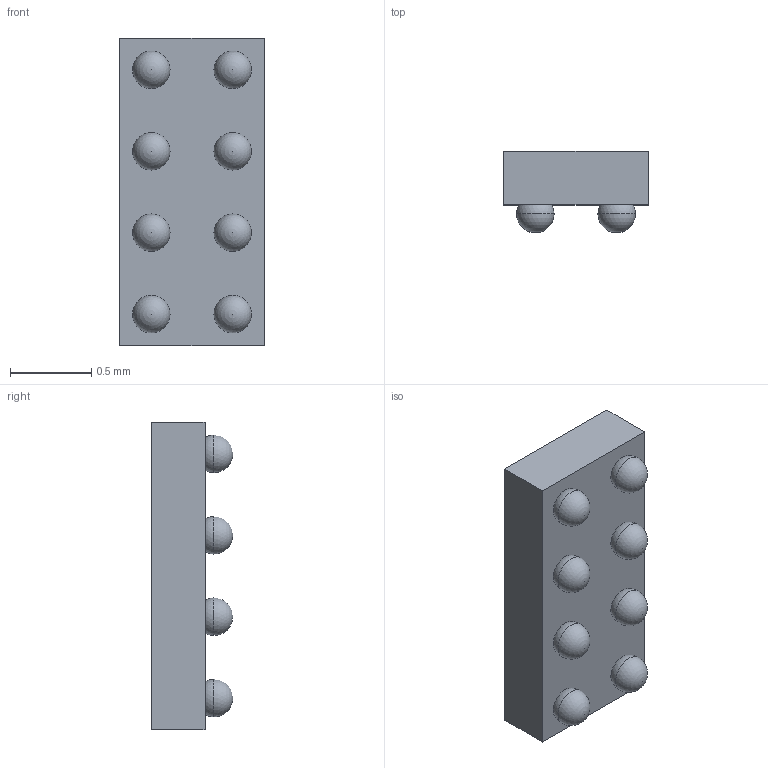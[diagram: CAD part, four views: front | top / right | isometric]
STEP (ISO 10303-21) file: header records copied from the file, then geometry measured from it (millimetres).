
FILE_DESCRIPTION (( 'STEP AP214' ), '1' );
FILE_NAME ('TXS0102YZPR.STEP', '2020-12-18T12:55:29', ( '' ), ( '' ), 'SwSTEP 2.0', 'SolidWorks 2018', '' );
FILE_SCHEMA (( 'AUTOMOTIVE_DESIGN' ));
Length unit declared in the file: millimetre
Products named in the file (1): TXS0102YZPR
Bounding box: 0.89 x 0.5 x 1.89 mm (x, y, z)
Volume: 0.6 mm3; surface area: 6.4 mm2
Topology: 9 solids, 9 shells, 30 faces, 76 edges, 56 vertices
Faces by surface type: sphere 16, plane 14
Entity records: 822 total; most frequent: DIRECTION 138, CARTESIAN_POINT 115, ORIENTED_EDGE 88, AXIS2_PLACEMENT_3D 63, EDGE_CURVE 44, VERTEX_POINT 40, EDGE_LOOP 38, CIRCLE 32
